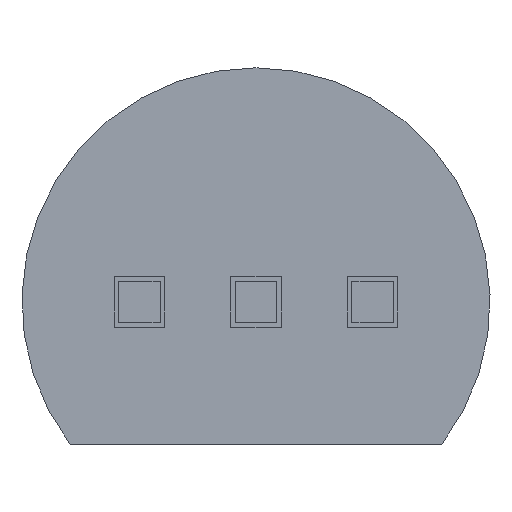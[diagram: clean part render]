
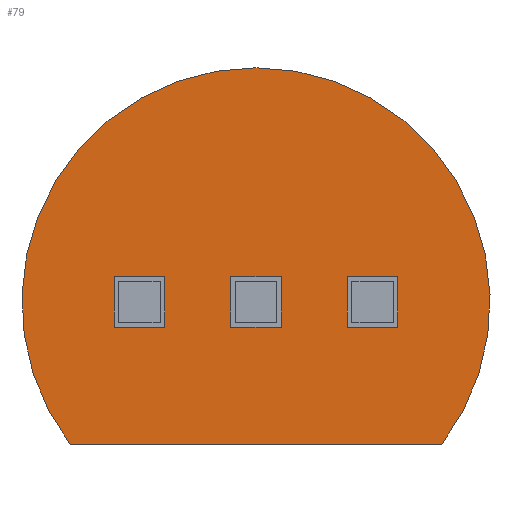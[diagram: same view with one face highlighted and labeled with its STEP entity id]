
A CAD part, front view. The second image highlights one B-rep face of the part: STEP entity #79.
In plain terms, the highlighted planar face has unit normal (0, -1, 0).
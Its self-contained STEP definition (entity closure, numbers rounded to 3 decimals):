
#3 = EDGE_CURVE ( 'NONE', #611, #582, #218, .T. ) ;
#5 = ORIENTED_EDGE ( 'NONE', *, *, #1039, .F. ) ;
#9 = ORIENTED_EDGE ( 'NONE', *, *, #646, .F. ) ;
#19 = EDGE_CURVE ( 'NONE', #582, #1403, #163, .T. ) ;
#33 = DIRECTION ( 'NONE',  ( 1., 0., 0. ) ) ;
#44 = CARTESIAN_POINT ( 'NONE',  ( -0.225, 0., 0.225 ) ) ;
#66 = EDGE_LOOP ( 'NONE', ( #1355, #647, #87, #712 ) ) ;
#73 = VERTEX_POINT ( 'NONE', #571 ) ;
#79 = ADVANCED_FACE ( 'NONE', ( #790, #148, #1108, #130 ), #559, .F. ) ;
#85 = CIRCLE ( 'NONE', #271, 2.55 ) ;
#87 = ORIENTED_EDGE ( 'NONE', *, *, #3, .F. ) ;
#98 = LINE ( 'NONE', #296, #530 ) ;
#106 = LINE ( 'NONE', #578, #482 ) ;
#110 = EDGE_CURVE ( 'NONE', #375, #170, #98, .T. ) ;
#118 = CARTESIAN_POINT ( 'NONE',  ( 1.495, 0., 0.225 ) ) ;
#120 = VECTOR ( 'NONE', #525, 1000. ) ;
#123 = VECTOR ( 'NONE', #453, 1000. ) ;
#130 = FACE_BOUND ( 'NONE', #1298, .T. ) ;
#147 = CARTESIAN_POINT ( 'NONE',  ( 0., 0., -1.55 ) ) ;
#148 = FACE_OUTER_BOUND ( 'NONE', #1211, .T. ) ;
#163 = LINE ( 'NONE', #1231, #643 ) ;
#170 = VERTEX_POINT ( 'NONE', #927 ) ;
#181 = CARTESIAN_POINT ( 'NONE',  ( -0.225, 0., 0.225 ) ) ;
#190 = LINE ( 'NONE', #181, #120 ) ;
#205 = VERTEX_POINT ( 'NONE', #386 ) ;
#211 = EDGE_CURVE ( 'NONE', #270, #1023, #85, .T. ) ;
#218 = LINE ( 'NONE', #923, #708 ) ;
#239 = DIRECTION ( 'NONE',  ( 0., 0., -1. ) ) ;
#244 = VECTOR ( 'NONE', #307, 1000. ) ;
#260 = CARTESIAN_POINT ( 'NONE',  ( -0.225, 0., -0.225 ) ) ;
#264 = EDGE_CURVE ( 'NONE', #551, #1146, #693, .T. ) ;
#270 = VERTEX_POINT ( 'NONE', #641 ) ;
#271 = AXIS2_PLACEMENT_3D ( 'NONE', #627, #1316, #427 ) ;
#293 = LINE ( 'NONE', #873, #1409 ) ;
#296 = CARTESIAN_POINT ( 'NONE',  ( -1.045, 0., 0.225 ) ) ;
#307 = DIRECTION ( 'NONE',  ( 1., 0., 0. ) ) ;
#308 = EDGE_LOOP ( 'NONE', ( #1243, #597, #5, #357 ) ) ;
#320 = CARTESIAN_POINT ( 'NONE',  ( 0.225, 0., 0.225 ) ) ;
#326 = ORIENTED_EDGE ( 'NONE', *, *, #847, .F. ) ;
#331 = LINE ( 'NONE', #44, #654 ) ;
#357 = ORIENTED_EDGE ( 'NONE', *, *, #1239, .F. ) ;
#367 = CARTESIAN_POINT ( 'NONE',  ( -1.495, 0., -0.225 ) ) ;
#372 = VECTOR ( 'NONE', #1071, 1000. ) ;
#375 = VERTEX_POINT ( 'NONE', #547 ) ;
#386 = CARTESIAN_POINT ( 'NONE',  ( 1.495, 0., 0.225 ) ) ;
#387 = ORIENTED_EDGE ( 'NONE', *, *, #110, .F. ) ;
#407 = DIRECTION ( 'NONE',  ( 1., 0., 0. ) ) ;
#427 = DIRECTION ( 'NONE',  ( 0., 0., 1. ) ) ;
#453 = DIRECTION ( 'NONE',  ( 0., 0., 1. ) ) ;
#455 = DIRECTION ( 'NONE',  ( 0., 0., -1. ) ) ;
#472 = LINE ( 'NONE', #147, #1179 ) ;
#481 = CARTESIAN_POINT ( 'NONE',  ( 1.045, 0., 0.225 ) ) ;
#482 = VECTOR ( 'NONE', #592, 1000. ) ;
#492 = DIRECTION ( 'NONE',  ( 0., 0., 1. ) ) ;
#500 = VERTEX_POINT ( 'NONE', #367 ) ;
#503 = VECTOR ( 'NONE', #407, 1000. ) ;
#507 = EDGE_CURVE ( 'NONE', #270, #1023, #472, .T. ) ;
#509 = DIRECTION ( 'NONE',  ( -1., 0., 0. ) ) ;
#525 = DIRECTION ( 'NONE',  ( -1., 0., 0. ) ) ;
#528 = AXIS2_PLACEMENT_3D ( 'NONE', #1237, #1037, #492 ) ;
#530 = VECTOR ( 'NONE', #509, 1000. ) ;
#533 = VERTEX_POINT ( 'NONE', #1123 ) ;
#547 = CARTESIAN_POINT ( 'NONE',  ( -1.045, 0., 0.225 ) ) ;
#551 = VERTEX_POINT ( 'NONE', #1254 ) ;
#559 = PLANE ( 'NONE',  #528 ) ;
#571 = CARTESIAN_POINT ( 'NONE',  ( -0.225, 0., 0.225 ) ) ;
#578 = CARTESIAN_POINT ( 'NONE',  ( 1.045, 0., 0.225 ) ) ;
#581 = CARTESIAN_POINT ( 'NONE',  ( 2.025, 0., -1.55 ) ) ;
#582 = VERTEX_POINT ( 'NONE', #783 ) ;
#592 = DIRECTION ( 'NONE',  ( -1., 0., 0. ) ) ;
#597 = ORIENTED_EDGE ( 'NONE', *, *, #1200, .F. ) ;
#611 = VERTEX_POINT ( 'NONE', #481 ) ;
#627 = CARTESIAN_POINT ( 'NONE',  ( 0., 0., 0. ) ) ;
#641 = CARTESIAN_POINT ( 'NONE',  ( -2.025, 0., -1.55 ) ) ;
#643 = VECTOR ( 'NONE', #1363, 1000. ) ;
#646 = EDGE_CURVE ( 'NONE', #500, #533, #1197, .T. ) ;
#647 = ORIENTED_EDGE ( 'NONE', *, *, #19, .F. ) ;
#654 = VECTOR ( 'NONE', #239, 1000. ) ;
#693 = LINE ( 'NONE', #320, #372 ) ;
#700 = EDGE_CURVE ( 'NONE', #533, #375, #1014, .T. ) ;
#708 = VECTOR ( 'NONE', #455, 1000. ) ;
#712 = ORIENTED_EDGE ( 'NONE', *, *, #1290, .F. ) ;
#765 = LINE ( 'NONE', #118, #123 ) ;
#783 = CARTESIAN_POINT ( 'NONE',  ( 1.045, 0., -0.225 ) ) ;
#790 = FACE_BOUND ( 'NONE', #66, .T. ) ;
#817 = EDGE_CURVE ( 'NONE', #1403, #205, #765, .T. ) ;
#847 = EDGE_CURVE ( 'NONE', #170, #500, #293, .T. ) ;
#856 = DIRECTION ( 'NONE',  ( 0., 0., -1. ) ) ;
#873 = CARTESIAN_POINT ( 'NONE',  ( -1.495, 0., 0.225 ) ) ;
#923 = CARTESIAN_POINT ( 'NONE',  ( 1.045, 0., 0.225 ) ) ;
#927 = CARTESIAN_POINT ( 'NONE',  ( -1.495, 0., 0.225 ) ) ;
#966 = CARTESIAN_POINT ( 'NONE',  ( -1.045, 0., -0.225 ) ) ;
#974 = ORIENTED_EDGE ( 'NONE', *, *, #211, .F. ) ;
#1014 = LINE ( 'NONE', #1327, #1046 ) ;
#1023 = VERTEX_POINT ( 'NONE', #581 ) ;
#1037 = DIRECTION ( 'NONE',  ( 0., 1., 0. ) ) ;
#1039 = EDGE_CURVE ( 'NONE', #73, #1267, #331, .T. ) ;
#1046 = VECTOR ( 'NONE', #1306, 1000. ) ;
#1071 = DIRECTION ( 'NONE',  ( 0., 0., 1. ) ) ;
#1108 = FACE_BOUND ( 'NONE', #308, .T. ) ;
#1123 = CARTESIAN_POINT ( 'NONE',  ( -1.045, 0., -0.225 ) ) ;
#1146 = VERTEX_POINT ( 'NONE', #1296 ) ;
#1175 = LINE ( 'NONE', #1187, #503 ) ;
#1179 = VECTOR ( 'NONE', #33, 1000. ) ;
#1186 = ORIENTED_EDGE ( 'NONE', *, *, #507, .T. ) ;
#1187 = CARTESIAN_POINT ( 'NONE',  ( -0.225, 0., -0.225 ) ) ;
#1197 = LINE ( 'NONE', #966, #244 ) ;
#1200 = EDGE_CURVE ( 'NONE', #1267, #551, #1175, .T. ) ;
#1211 = EDGE_LOOP ( 'NONE', ( #974, #1186 ) ) ;
#1231 = CARTESIAN_POINT ( 'NONE',  ( 1.045, 0., -0.225 ) ) ;
#1237 = CARTESIAN_POINT ( 'NONE',  ( 0., 0., 0. ) ) ;
#1239 = EDGE_CURVE ( 'NONE', #1146, #73, #190, .T. ) ;
#1243 = ORIENTED_EDGE ( 'NONE', *, *, #264, .F. ) ;
#1254 = CARTESIAN_POINT ( 'NONE',  ( 0.225, 0., -0.225 ) ) ;
#1267 = VERTEX_POINT ( 'NONE', #260 ) ;
#1290 = EDGE_CURVE ( 'NONE', #205, #611, #106, .T. ) ;
#1296 = CARTESIAN_POINT ( 'NONE',  ( 0.225, 0., 0.225 ) ) ;
#1298 = EDGE_LOOP ( 'NONE', ( #1354, #9, #326, #387 ) ) ;
#1306 = DIRECTION ( 'NONE',  ( 0., 0., 1. ) ) ;
#1316 = DIRECTION ( 'NONE',  ( 0., 1., 0. ) ) ;
#1327 = CARTESIAN_POINT ( 'NONE',  ( -1.045, 0., 0.225 ) ) ;
#1354 = ORIENTED_EDGE ( 'NONE', *, *, #700, .F. ) ;
#1355 = ORIENTED_EDGE ( 'NONE', *, *, #817, .F. ) ;
#1363 = DIRECTION ( 'NONE',  ( 1., 0., 0. ) ) ;
#1387 = CARTESIAN_POINT ( 'NONE',  ( 1.495, 0., -0.225 ) ) ;
#1403 = VERTEX_POINT ( 'NONE', #1387 ) ;
#1409 = VECTOR ( 'NONE', #856, 1000. ) ;
